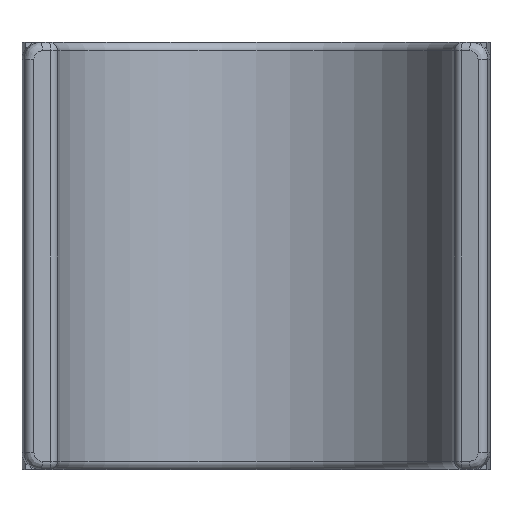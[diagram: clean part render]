
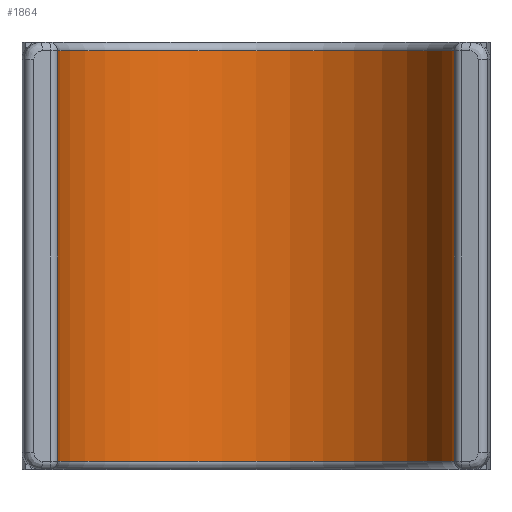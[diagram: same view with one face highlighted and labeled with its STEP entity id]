
A CAD part, left-side view. The second image highlights one B-rep face of the part: STEP entity #1864.
In plain terms, the highlighted cylindrical face has radius 11.906 mm (diameter 23.812 mm), a partial arc.
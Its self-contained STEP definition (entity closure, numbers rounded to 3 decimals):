
#146=LINE('',#3127,#266);
#153=LINE('',#3223,#273);
#266=VECTOR('',#2424,10.);
#273=VECTOR('',#2453,10.);
#388=CYLINDRICAL_SURFACE('',#2150,11.906);
#456=FACE_OUTER_BOUND('',#586,.T.);
#586=EDGE_LOOP('',(#1359,#1360,#1361,#1362));
#709=CIRCLE('',#2124,11.906);
#712=CIRCLE('',#2129,11.906);
#823=VERTEX_POINT('',#3004);
#826=VERTEX_POINT('',#3011);
#831=VERTEX_POINT('',#3021);
#833=VERTEX_POINT('',#3026);
#1009=EDGE_CURVE('',#826,#833,#709,.T.);
#1012=EDGE_CURVE('',#833,#831,#146,.T.);
#1014=EDGE_CURVE('',#831,#823,#712,.T.);
#1029=EDGE_CURVE('',#823,#826,#153,.T.);
#1359=ORIENTED_EDGE('',*,*,#1009,.F.);
#1360=ORIENTED_EDGE('',*,*,#1029,.F.);
#1361=ORIENTED_EDGE('',*,*,#1014,.F.);
#1362=ORIENTED_EDGE('',*,*,#1012,.F.);
#1864=ADVANCED_FACE('',(#456),#388,.F.);
#2124=AXIS2_PLACEMENT_3D('',#3123,#2417,#2418);
#2129=AXIS2_PLACEMENT_3D('',#3130,#2429,#2430);
#2150=AXIS2_PLACEMENT_3D('',#3248,#2483,#2484);
#2417=DIRECTION('center_axis',(0.,0.,1.));
#2418=DIRECTION('ref_axis',(1.,0.,0.));
#2424=DIRECTION('',(0.,0.,1.));
#2429=DIRECTION('center_axis',(0.,0.,-1.));
#2430=DIRECTION('ref_axis',(1.,0.,0.));
#2453=DIRECTION('',(0.,0.,-1.));
#2483=DIRECTION('center_axis',(0.,0.,1.));
#2484=DIRECTION('ref_axis',(0.174,0.985,0.));
#3004=CARTESIAN_POINT('',(-1.593,-11.799,24.9));
#3011=CARTESIAN_POINT('',(-1.593,-11.799,0.5));
#3021=CARTESIAN_POINT('',(-1.593,11.799,24.9));
#3026=CARTESIAN_POINT('',(-1.593,11.799,0.5));
#3123=CARTESIAN_POINT('Origin',(0.,0.,0.5));
#3127=CARTESIAN_POINT('',(-1.593,11.799,0.));
#3130=CARTESIAN_POINT('Origin',(0.,0.,24.9));
#3223=CARTESIAN_POINT('',(-1.593,-11.799,0.));
#3248=CARTESIAN_POINT('Origin',(0.,0.,0.));
